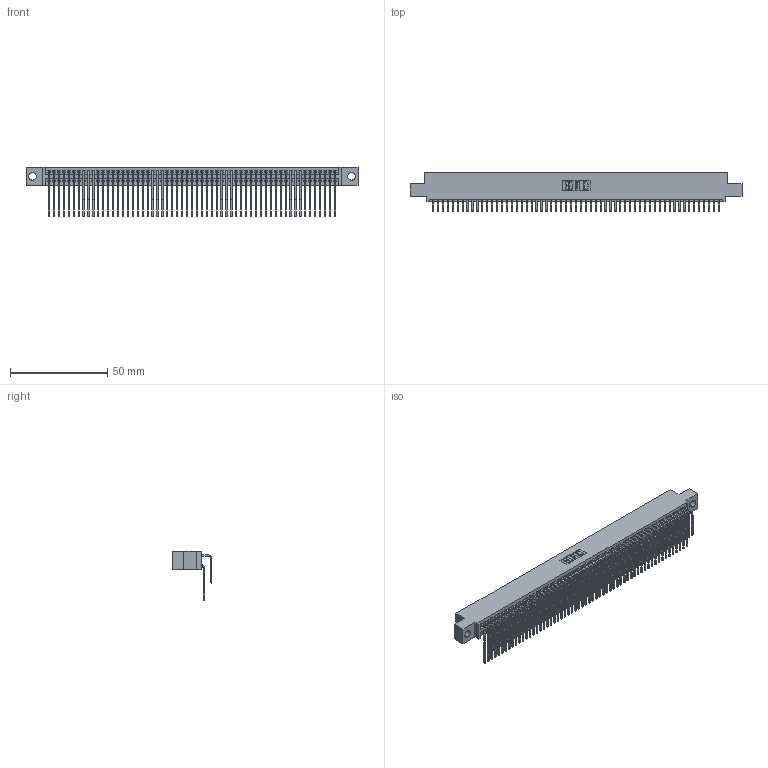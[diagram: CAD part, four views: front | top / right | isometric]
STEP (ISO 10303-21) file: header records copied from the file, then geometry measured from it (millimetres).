
FILE_DESCRIPTION (( 'STEP AP203' ), '1' );
FILE_NAME ('345-118-559-504.STEP', '2021-05-25T16:35:26', ( '' ), ( '' ), 'SwSTEP 2.0', 'SolidWorks 2020', '' );
FILE_SCHEMA (( 'CONFIG_CONTROL_DESIGN' ));
Length unit declared in the file: inch
Products named in the file (4): 345 Part_0.110 Offset - 0.156 Dia-TI; 345-292-001_558 559 Tail - 1; 345-118-559-504; 345-292-001_559 Tail - 2
Assembly tree (119 placements, depth 2):
  345-118-559-504
    345 Part_0.110 Offset - 0.156 Dia-TI
    345-292-001_558 559 Tail - 1  x59
    345-292-001_559 Tail - 2  x59
Bounding box: 171.07 x 20.56 x 25.53 mm (x, y, z)
Volume: 17277 mm3; surface area: 29012.9 mm2
Topology: 119 solids, 119 shells, 6280 faces, 18679 edges, 12294 vertices
Faces by surface type: plane 4228, cylinder 2052
Entity records: 46207 total; most frequent: CARTESIAN_POINT 7781, ORIENTED_EDGE 7662, DIRECTION 6811, EDGE_CURVE 3831, LINE 3423, VECTOR 3423, VERTEX_POINT 2550, AXIS2_PLACEMENT_3D 1694
